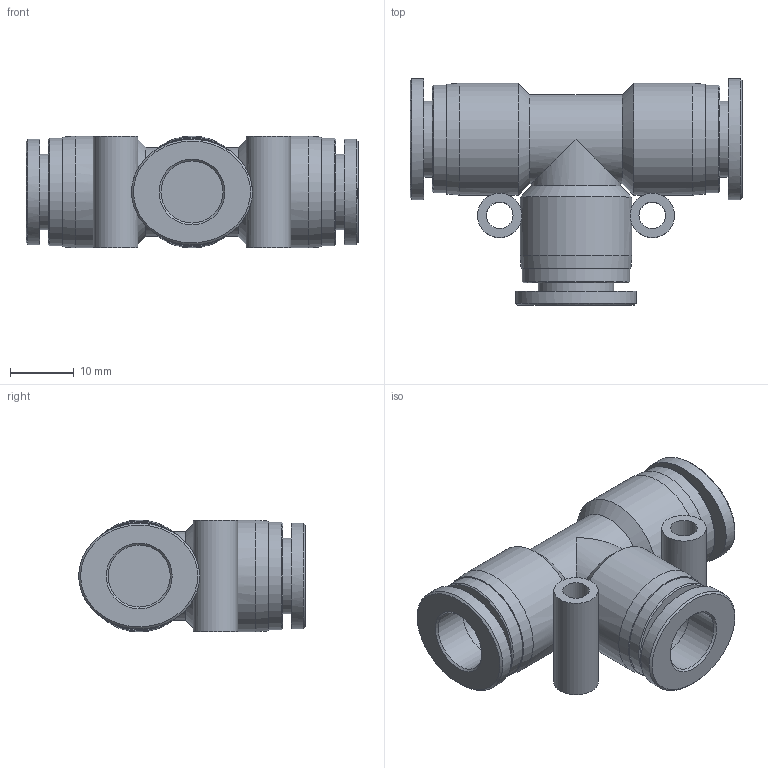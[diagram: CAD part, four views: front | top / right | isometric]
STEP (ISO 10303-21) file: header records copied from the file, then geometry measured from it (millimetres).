
FILE_DESCRIPTION((''),'2;1');
FILE_NAME('PUT 3_8.stp','2016-10-17T15:48:35',('Administrator'),(''),'Autodesk Inventor 2013','Autodesk Inventor 2013','');
FILE_SCHEMA(('CONFIG_CONTROL_DESIGN'));
Length unit declared in the file: millimetre
Products named in the file (3): PUT 3_8; NUT N3_8 BODY; SLEEVE N3_8L
Assembly tree (4 placements, depth 2):
  PUT 3_8
    NUT N3_8 BODY
    SLEEVE N3_8L  x3
Bounding box: 52.2 x 35.6 x 17.6 mm (x, y, z)
Volume: 11423.7 mm3; surface area: 9224.9 mm2
Topology: 4 solids, 4 shells, 61 faces, 113 edges, 71 vertices
Faces by surface type: plane 22, cylinder 21, cone 12, bspline 6
Full cylindrical faces by diameter (mm): 4.2 x2, 7 x2, 9.75 x6, 11.9 x3, 14 x2, 16.9 x3, 17.6 x3
Entity records: 1202 total; most frequent: CARTESIAN_POINT 413, DIRECTION 163, ORIENTED_EDGE 88, EDGE_LOOP 83, AXIS2_PLACEMENT_3D 81, EDGE_CURVE 44, FACE_BOUND 44, VERTEX_POINT 43
